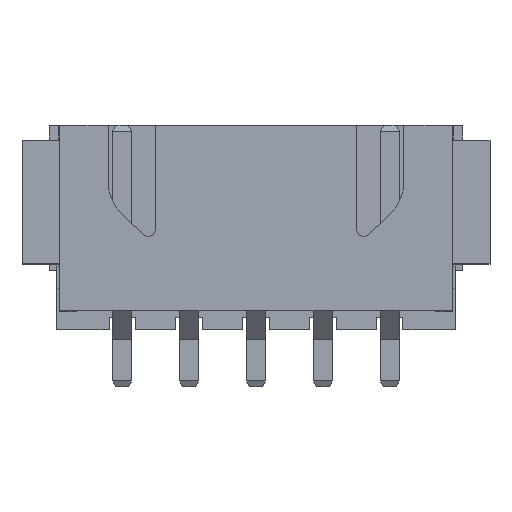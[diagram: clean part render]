
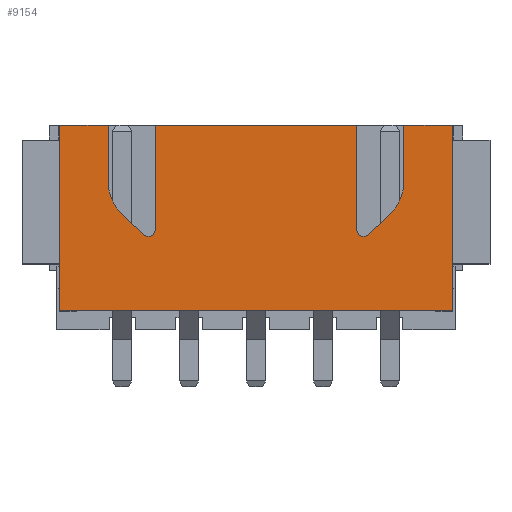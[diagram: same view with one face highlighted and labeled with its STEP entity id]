
A CAD part, top view. The second image highlights one B-rep face of the part: STEP entity #9154.
In plain terms, the highlighted planar face has unit normal (0, 0, 1).
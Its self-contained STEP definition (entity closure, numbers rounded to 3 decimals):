
#352=CIRCLE('',#9568,1.651);
#353=CIRCLE('',#9569,0.254);
#354=CIRCLE('',#9570,0.254);
#355=CIRCLE('',#9571,1.651);
#364=ORIENTED_EDGE('',*,*,#2292,.F.);
#365=ORIENTED_EDGE('',*,*,#2293,.T.);
#366=ORIENTED_EDGE('',*,*,#2294,.F.);
#367=ORIENTED_EDGE('',*,*,#2295,.T.);
#368=ORIENTED_EDGE('',*,*,#2296,.F.);
#369=ORIENTED_EDGE('',*,*,#2291,.T.);
#370=ORIENTED_EDGE('',*,*,#2297,.F.);
#371=ORIENTED_EDGE('',*,*,#2298,.T.);
#372=ORIENTED_EDGE('',*,*,#2299,.F.);
#373=ORIENTED_EDGE('',*,*,#2300,.T.);
#374=ORIENTED_EDGE('',*,*,#2301,.F.);
#375=ORIENTED_EDGE('',*,*,#2302,.T.);
#376=ORIENTED_EDGE('',*,*,#2303,.F.);
#377=ORIENTED_EDGE('',*,*,#2304,.F.);
#378=ORIENTED_EDGE('',*,*,#2305,.T.);
#379=ORIENTED_EDGE('',*,*,#2306,.T.);
#2291=EDGE_CURVE('',#3253,#3255,#3887,.T.);
#2292=EDGE_CURVE('',#3256,#3257,#3888,.T.);
#2293=EDGE_CURVE('',#3256,#3258,#352,.T.);
#2294=EDGE_CURVE('',#3259,#3258,#3889,.T.);
#2295=EDGE_CURVE('',#3259,#3260,#353,.T.);
#2296=EDGE_CURVE('',#3253,#3260,#3890,.T.);
#2297=EDGE_CURVE('',#3261,#3255,#3891,.T.);
#2298=EDGE_CURVE('',#3261,#3262,#354,.T.);
#2299=EDGE_CURVE('',#3263,#3262,#3892,.T.);
#2300=EDGE_CURVE('',#3263,#3264,#355,.T.);
#2301=EDGE_CURVE('',#3265,#3264,#3893,.T.);
#2302=EDGE_CURVE('',#3265,#3266,#3894,.T.);
#2303=EDGE_CURVE('',#3267,#3266,#3895,.T.);
#2304=EDGE_CURVE('',#3268,#3267,#3896,.T.);
#2305=EDGE_CURVE('',#3268,#3269,#3897,.T.);
#2306=EDGE_CURVE('',#3269,#3257,#3898,.T.);
#3253=VERTEX_POINT('',#11330);
#3255=VERTEX_POINT('',#11334);
#3256=VERTEX_POINT('',#11338);
#3257=VERTEX_POINT('',#11339);
#3258=VERTEX_POINT('',#11341);
#3259=VERTEX_POINT('',#11343);
#3260=VERTEX_POINT('',#11345);
#3261=VERTEX_POINT('',#11348);
#3262=VERTEX_POINT('',#11350);
#3263=VERTEX_POINT('',#11352);
#3264=VERTEX_POINT('',#11354);
#3265=VERTEX_POINT('',#11356);
#3266=VERTEX_POINT('',#11358);
#3267=VERTEX_POINT('',#11360);
#3268=VERTEX_POINT('',#11362);
#3269=VERTEX_POINT('',#11364);
#3887=LINE('',#11335,#4577);
#3888=LINE('',#11337,#4578);
#3889=LINE('',#11342,#4579);
#3890=LINE('',#11346,#4580);
#3891=LINE('',#11347,#4581);
#3892=LINE('',#11351,#4582);
#3893=LINE('',#11355,#4583);
#3894=LINE('',#11357,#4584);
#3895=LINE('',#11359,#4585);
#3896=LINE('',#11361,#4586);
#3897=LINE('',#11363,#4587);
#3898=LINE('',#11365,#4588);
#4577=VECTOR('',#9929,1000.);
#4578=VECTOR('',#9932,1000.);
#4579=VECTOR('',#9935,1000.);
#4580=VECTOR('',#9938,1000.);
#4581=VECTOR('',#9939,1000.);
#4582=VECTOR('',#9942,1000.);
#4583=VECTOR('',#9945,1000.);
#4584=VECTOR('',#9946,1000.);
#4585=VECTOR('',#9947,1000.);
#4586=VECTOR('',#9948,1000.);
#4587=VECTOR('',#9949,1000.);
#4588=VECTOR('',#9950,1000.);
#5265=EDGE_LOOP('',(#364,#365,#366,#367,#368,#369,#370,#371,#372,#373,#374,
#375,#376,#377,#378,#379));
#5679=FACE_BOUND('',#5265,.T.);
#6093=PLANE('',#9567);
#9154=ADVANCED_FACE('',(#5679),#6093,.F.);
#9567=AXIS2_PLACEMENT_3D('',#11336,#9930,#9931);
#9568=AXIS2_PLACEMENT_3D('',#11340,#9933,#9934);
#9569=AXIS2_PLACEMENT_3D('',#11344,#9936,#9937);
#9570=AXIS2_PLACEMENT_3D('',#11349,#9940,#9941);
#9571=AXIS2_PLACEMENT_3D('',#11353,#9943,#9944);
#9929=DIRECTION('',(-1.,0.,0.));
#9930=DIRECTION('',(0.,0.,-1.));
#9931=DIRECTION('',(-1.,0.,0.));
#9932=DIRECTION('',(0.,1.,0.));
#9933=DIRECTION('',(0.,0.,-1.));
#9934=DIRECTION('',(-1.,0.,0.));
#9935=DIRECTION('',(0.732,0.681,0.));
#9936=DIRECTION('',(0.,0.,-1.));
#9937=DIRECTION('',(-1.,0.,0.));
#9938=DIRECTION('',(0.,-1.,0.));
#9939=DIRECTION('',(0.,1.,0.));
#9940=DIRECTION('',(0.,0.,-1.));
#9941=DIRECTION('',(-1.,0.,0.));
#9942=DIRECTION('',(0.732,-0.681,0.));
#9943=DIRECTION('',(0.,0.,-1.));
#9944=DIRECTION('',(-1.,0.,0.));
#9945=DIRECTION('',(0.,-1.,0.));
#9946=DIRECTION('',(-1.,0.,0.));
#9947=DIRECTION('',(0.,1.,0.));
#9948=DIRECTION('',(-1.,0.,0.));
#9949=DIRECTION('',(0.,1.,0.));
#9950=DIRECTION('',(-1.,0.,0.));
#11330=CARTESIAN_POINT('',(3.823,9.906,5.918));
#11334=CARTESIAN_POINT('',(-3.823,9.906,5.918));
#11335=CARTESIAN_POINT('',(7.455,9.906,5.918));
#11336=CARTESIAN_POINT('',(7.455,2.87,5.918));
#11337=CARTESIAN_POINT('',(5.601,7.014,5.918));
#11338=CARTESIAN_POINT('',(5.601,7.733,5.918));
#11339=CARTESIAN_POINT('',(5.601,9.906,5.918));
#11340=CARTESIAN_POINT('',(3.95,7.733,5.918));
#11341=CARTESIAN_POINT('',(5.074,6.524,5.918));
#11342=CARTESIAN_POINT('',(3.823,5.359,5.918));
#11343=CARTESIAN_POINT('',(4.25,5.757,5.918));
#11344=CARTESIAN_POINT('',(4.077,5.943,5.918));
#11345=CARTESIAN_POINT('',(3.823,5.943,5.918));
#11346=CARTESIAN_POINT('',(3.823,9.906,5.918));
#11347=CARTESIAN_POINT('',(-3.823,5.359,5.918));
#11348=CARTESIAN_POINT('',(-3.823,5.943,5.918));
#11349=CARTESIAN_POINT('',(-4.077,5.943,5.918));
#11350=CARTESIAN_POINT('',(-4.25,5.757,5.918));
#11351=CARTESIAN_POINT('',(-5.601,7.014,5.918));
#11352=CARTESIAN_POINT('',(-5.074,6.524,5.918));
#11353=CARTESIAN_POINT('',(-3.95,7.733,5.918));
#11354=CARTESIAN_POINT('',(-5.601,7.733,5.918));
#11355=CARTESIAN_POINT('',(-5.601,9.906,5.918));
#11356=CARTESIAN_POINT('',(-5.601,9.906,5.918));
#11357=CARTESIAN_POINT('',(7.455,9.906,5.918));
#11358=CARTESIAN_POINT('',(-7.455,9.906,5.918));
#11359=CARTESIAN_POINT('',(-7.455,2.87,5.918));
#11360=CARTESIAN_POINT('',(-7.455,2.87,5.918));
#11361=CARTESIAN_POINT('',(7.455,2.87,5.918));
#11362=CARTESIAN_POINT('',(7.455,2.87,5.918));
#11363=CARTESIAN_POINT('',(7.455,2.87,5.918));
#11364=CARTESIAN_POINT('',(7.455,9.906,5.918));
#11365=CARTESIAN_POINT('',(7.455,9.906,5.918));
